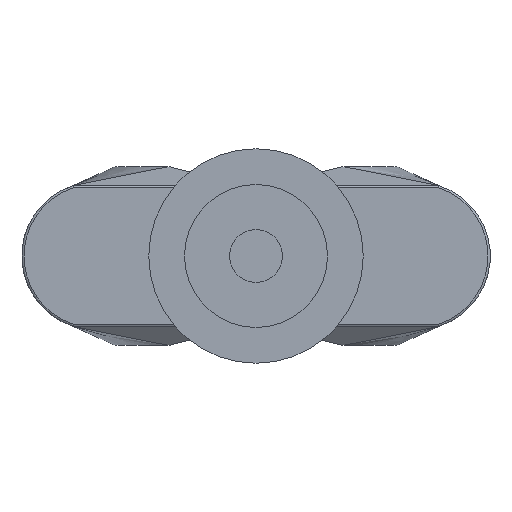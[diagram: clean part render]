
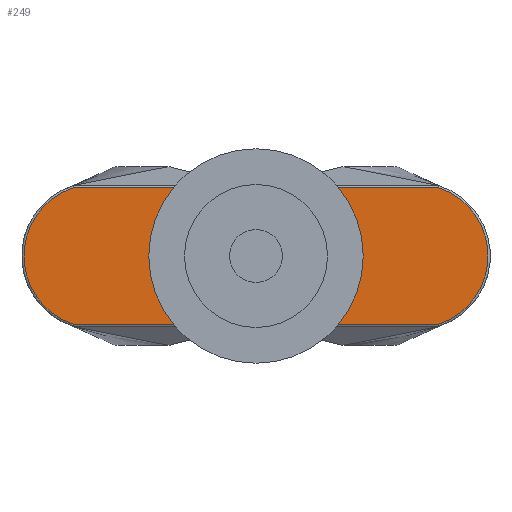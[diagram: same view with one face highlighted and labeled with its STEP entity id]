
A CAD part, front view. The second image highlights one B-rep face of the part: STEP entity #249.
In plain terms, the highlighted planar face has unit normal (0, -1, 0).
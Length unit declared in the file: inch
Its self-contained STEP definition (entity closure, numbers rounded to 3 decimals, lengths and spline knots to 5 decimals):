
#118 = CARTESIAN_POINT ( 'NONE',  ( -0.852, -0.58848, 0. ) ) ;
#181 = DIRECTION ( 'NONE',  ( 0., 0., -1. ) ) ;
#249 = ADVANCED_FACE ( 'NONE', ( #422, #4519 ), #899, .T. ) ;
#314 = CARTESIAN_POINT ( 'NONE',  ( 0., -0.58848, 0. ) ) ;
#414 = DIRECTION ( 'NONE',  ( -1., 0., 0. ) ) ;
#422 = FACE_OUTER_BOUND ( 'NONE', #4729, .T. ) ;
#446 = DIRECTION ( 'NONE',  ( 1., 0., 0. ) ) ;
#518 = AXIS2_PLACEMENT_3D ( 'NONE', #118, #4558, #181 ) ;
#565 = CIRCLE ( 'NONE', #4923, 0.381 ) ;
#576 = CIRCLE ( 'NONE', #5124, 0.25 ) ;
#592 = AXIS2_PLACEMENT_3D ( 'NONE', #2562, #3502, #3958 ) ;
#607 = CARTESIAN_POINT ( 'NONE',  ( 0., -0.58848, 0. ) ) ;
#710 = LINE ( 'NONE', #2591, #2075 ) ;
#851 = EDGE_CURVE ( 'NONE', #5402, #1348, #984, .T. ) ;
#895 = CARTESIAN_POINT ( 'NONE',  ( 0., -0.58848, 0.25 ) ) ;
#899 = PLANE ( 'NONE',  #592 ) ;
#916 = CARTESIAN_POINT ( 'NONE',  ( 0.96772, -0.58848, 0.363 ) ) ;
#984 = LINE ( 'NONE', #5301, #1794 ) ;
#998 = ORIENTED_EDGE ( 'NONE', *, *, #1053, .F. ) ;
#1053 = EDGE_CURVE ( 'NONE', #4941, #2183, #2429, .T. ) ;
#1119 = VERTEX_POINT ( 'NONE', #916 ) ;
#1348 = VERTEX_POINT ( 'NONE', #3642 ) ;
#1395 = EDGE_CURVE ( 'NONE', #2843, #5402, #5747, .T. ) ;
#1492 = CARTESIAN_POINT ( 'NONE',  ( -0.96772, -0.58848, 0.363 ) ) ;
#1669 = DIRECTION ( 'NONE',  ( 0., -1., 0. ) ) ;
#1794 = VECTOR ( 'NONE', #446, 39.37008 ) ;
#2075 = VECTOR ( 'NONE', #414, 39.37008 ) ;
#2183 = VERTEX_POINT ( 'NONE', #895 ) ;
#2199 = DIRECTION ( 'NONE',  ( 0., -1., 0. ) ) ;
#2429 = CIRCLE ( 'NONE', #5522, 0.25 ) ;
#2530 = ORIENTED_EDGE ( 'NONE', *, *, #4880, .F. ) ;
#2533 = EDGE_CURVE ( 'NONE', #1348, #1119, #565, .T. ) ;
#2544 = CARTESIAN_POINT ( 'NONE',  ( -0.96772, -0.58848, -0.363 ) ) ;
#2562 = CARTESIAN_POINT ( 'NONE',  ( -0.852, -0.58848, 0. ) ) ;
#2568 = EDGE_CURVE ( 'NONE', #1119, #2843, #710, .T. ) ;
#2591 = CARTESIAN_POINT ( 'NONE',  ( -0.96958, -0.58848, 0.363 ) ) ;
#2605 = CARTESIAN_POINT ( 'NONE',  ( 0.852, -0.58848, 0. ) ) ;
#2629 = EDGE_LOOP ( 'NONE', ( #2530, #998 ) ) ;
#2843 = VERTEX_POINT ( 'NONE', #1492 ) ;
#3062 = DIRECTION ( 'NONE',  ( 0., 0., -1. ) ) ;
#3224 = DIRECTION ( 'NONE',  ( 0., -1., 0. ) ) ;
#3502 = DIRECTION ( 'NONE',  ( 0., -1., 0. ) ) ;
#3642 = CARTESIAN_POINT ( 'NONE',  ( 0.96772, -0.58848, -0.363 ) ) ;
#3844 = CARTESIAN_POINT ( 'NONE',  ( 0., -0.58848, -0.25 ) ) ;
#3958 = DIRECTION ( 'NONE',  ( 0., 0., -1. ) ) ;
#4035 = ORIENTED_EDGE ( 'NONE', *, *, #1395, .T. ) ;
#4425 = ORIENTED_EDGE ( 'NONE', *, *, #851, .T. ) ;
#4465 = ORIENTED_EDGE ( 'NONE', *, *, #2533, .T. ) ;
#4470 = ORIENTED_EDGE ( 'NONE', *, *, #2568, .T. ) ;
#4519 = FACE_BOUND ( 'NONE', #2629, .T. ) ;
#4558 = DIRECTION ( 'NONE',  ( 0., -1., 0. ) ) ;
#4729 = EDGE_LOOP ( 'NONE', ( #4465, #4470, #4035, #4425 ) ) ;
#4880 = EDGE_CURVE ( 'NONE', #2183, #4941, #576, .T. ) ;
#4923 = AXIS2_PLACEMENT_3D ( 'NONE', #2605, #2199, #3062 ) ;
#4941 = VERTEX_POINT ( 'NONE', #3844 ) ;
#5124 = AXIS2_PLACEMENT_3D ( 'NONE', #314, #1669, #5595 ) ;
#5301 = CARTESIAN_POINT ( 'NONE',  ( 0.96958, -0.58848, -0.363 ) ) ;
#5402 = VERTEX_POINT ( 'NONE', #2544 ) ;
#5466 = DIRECTION ( 'NONE',  ( 0., 0., -1. ) ) ;
#5522 = AXIS2_PLACEMENT_3D ( 'NONE', #607, #3224, #5466 ) ;
#5595 = DIRECTION ( 'NONE',  ( 0., 0., -1. ) ) ;
#5747 = CIRCLE ( 'NONE', #518, 0.381 ) ;
